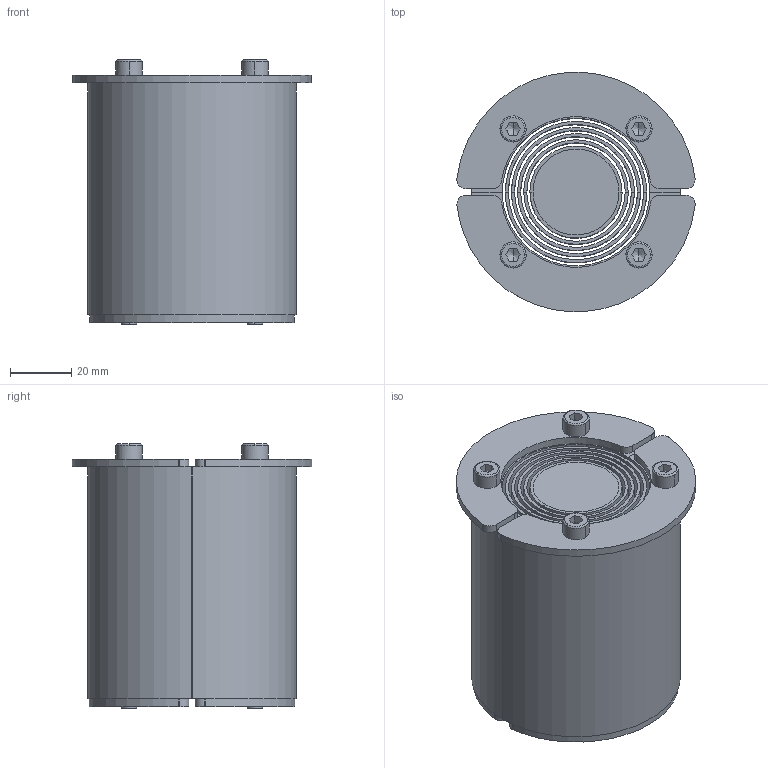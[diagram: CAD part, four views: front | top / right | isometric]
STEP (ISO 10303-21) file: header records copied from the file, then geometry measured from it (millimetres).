
FILE_DESCRIPTION((''),'2;1');
FILE_NAME('RS68.stp','2009-08-14T11:18:31',('JE BOHLIN'),('Roxtec International AB'),'Mechanical Desktop 2005','Mechanical Desktop 2005',', , ');
FILE_SCHEMA(('CONFIG_CONTROL_DESIGN'));
Length unit declared in the file: millimetre
Products named in the file (7): RS68; HALF; FRONT; PART1; REAR; CYLINDER HEAD CAP SCREW - DIN 912 - M5 X 50; CORE 
Assembly tree (8 placements, depth 3):
  RS68
    HALF  x2
      FRONT
      PART1
      REAR
      CYLINDER HEAD CAP SCREW - DIN 912 - M5 X 50
    CORE 
Bounding box: 77.55 x 77.9 x 86 mm (x, y, z)
Surface area: 153706.4 mm2 (no closed solid volume)
Topology: 0 solids, 0 shells, 252 faces, 1196 edges, 1190 vertices
Faces by surface type: bspline 252
Entity records: 4830 total; most frequent: CARTESIAN_POINT 3281, COMPOSITE_CURVE_SEGMENT 498, QUASI_UNIFORM_CURVE 395, PCURVE 157, CURVE_BOUNDED_SURFACE 106, OUTER_BOUNDARY_CURVE 104, QUASI_UNIFORM_SURFACE 56, DIRECTION 18
